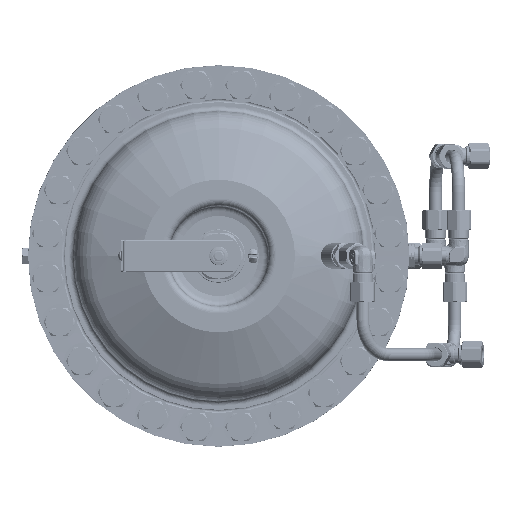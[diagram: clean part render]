
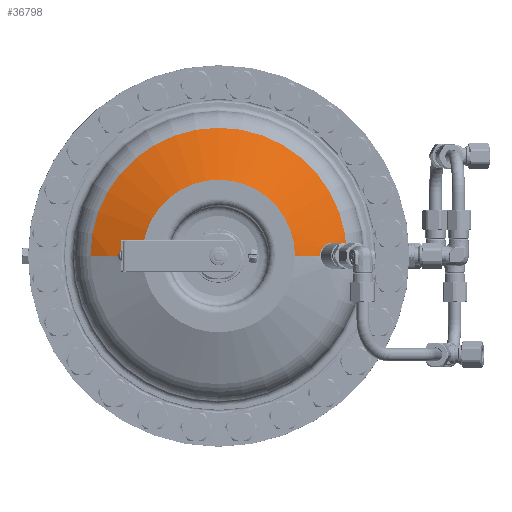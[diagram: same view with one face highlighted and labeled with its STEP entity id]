
A CAD part, front view. The second image highlights one B-rep face of the part: STEP entity #36798.
In plain terms, the highlighted spherical face has radius 224 mm.
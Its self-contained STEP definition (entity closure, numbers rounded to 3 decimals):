
#34811=CARTESIAN_POINT('',(89.216,42.198,0.));
#34812=DIRECTION('',(-0.399,-0.917,0.));
#34813=DIRECTION('',(-0.917,0.399,0.));
#34814=AXIS2_PLACEMENT_3D('',#34811,#34812,#34813);
#34816=CARTESIAN_POINT('',(0.,-163.,0.));
#34817=DIRECTION('',(0.,0.,1.));
#34818=DIRECTION('',(0.355,0.935,0.));
#34819=AXIS2_PLACEMENT_3D('',#34816,#34817,#34818);
#34821=CARTESIAN_POINT('',(0.,53.604,0.));
#34822=DIRECTION('',(0.,1.,0.));
#34823=DIRECTION('',(1.,0.,0.));
#34824=AXIS2_PLACEMENT_3D('',#34821,#34822,#34823);
#34826=CARTESIAN_POINT('',(0.,-163.,0.));
#34827=DIRECTION('',(0.,0.,1.));
#34828=DIRECTION('',(-0.255,0.967,0.));
#34829=AXIS2_PLACEMENT_3D('',#34826,#34827,#34828);
#34831=CARTESIAN_POINT('',(0.,-163.,0.));
#34832=DIRECTION('',(0.,0.,1.));
#34833=DIRECTION('',(0.45,0.893,0.));
#34834=AXIS2_PLACEMENT_3D('',#34831,#34832,#34833);
#34836=CARTESIAN_POINT('',(89.217,42.198,0.));
#34837=DIRECTION('',(-0.399,-0.917,0.));
#34838=DIRECTION('',(0.,0.,-1.));
#34839=AXIS2_PLACEMENT_3D('',#34836,#34837,#34838);
#34871=CARTESIAN_POINT('',(0.,37.038,0.));
#34872=DIRECTION('',(0.,-1.,0.));
#34873=DIRECTION('',(-1.,0.,0.));
#34874=AXIS2_PLACEMENT_3D('',#34871,#34872,#34873);
#35328=CARTESIAN_POINT('',(89.216,42.198,-10.5));
#35329=VERTEX_POINT('',#35328);
#35344=CARTESIAN_POINT('',(-100.8,37.038,0.));
#35346=VERTEX_POINT('',#35344);
#35356=CARTESIAN_POINT('',(100.8,37.038,0.));
#35358=VERTEX_POINT('',#35356);
#35427=CARTESIAN_POINT('',(57.086,53.604,0.));
#35429=VERTEX_POINT('',#35427);
#35437=CARTESIAN_POINT('',(-57.086,53.604,
0.));
#35439=VERTEX_POINT('',#35437);
#35464=CARTESIAN_POINT('',(79.587,46.385,
0.));
#35465=VERTEX_POINT('',#35464);
#35466=CARTESIAN_POINT('',(98.846,38.011,
0.));
#35467=VERTEX_POINT('',#35466);
#36779=CARTESIAN_POINT('',(0.,-163.,0.));
#36780=DIRECTION('',(0.,-1.,0.));
#36781=DIRECTION('',(-1.,0.,0.));
#36782=AXIS2_PLACEMENT_3D('',#36779,#36780,#36781);
#36783=SPHERICAL_SURFACE('',#36782,224.);
#36784=ORIENTED_EDGE('',*,*,#36759,.F.);
#36786=ORIENTED_EDGE('',*,*,#36785,.T.);
#36788=ORIENTED_EDGE('',*,*,#36787,.T.);
#36790=ORIENTED_EDGE('',*,*,#36789,.T.);
#36792=ORIENTED_EDGE('',*,*,#36791,.T.);
#36794=ORIENTED_EDGE('',*,*,#36793,.T.);
#36795=ORIENTED_EDGE('',*,*,#36770,.F.);
#36796=EDGE_LOOP('',(#36784,#36786,#36788,#36790,#36792,#36794,#36795));
#36797=FACE_OUTER_BOUND('',#36796,.F.);
#36798=ADVANCED_FACE('',(#36797),#36783,.T.);
#34815=CIRCLE('',#34814,10.5);
#34820=CIRCLE('',#34819,224.);
#34825=CIRCLE('',#34824,57.086);
#34830=CIRCLE('',#34829,224.);
#34835=CIRCLE('',#34834,224.);
#34840=CIRCLE('',#34839,10.5);
#34875=CIRCLE('',#34874,100.8);
#36759=EDGE_CURVE('',#35465,#35329,#34815,.T.);
#36770=EDGE_CURVE('',#35329,#35467,#34840,.T.);
#36785=EDGE_CURVE('',#35465,#35429,#34820,.T.);
#36787=EDGE_CURVE('',#35429,#35439,#34825,.T.);
#36789=EDGE_CURVE('',#35439,#35346,#34830,.T.);
#36791=EDGE_CURVE('',#35346,#35358,#34875,.T.);
#36793=EDGE_CURVE('',#35358,#35467,#34835,.T.);
